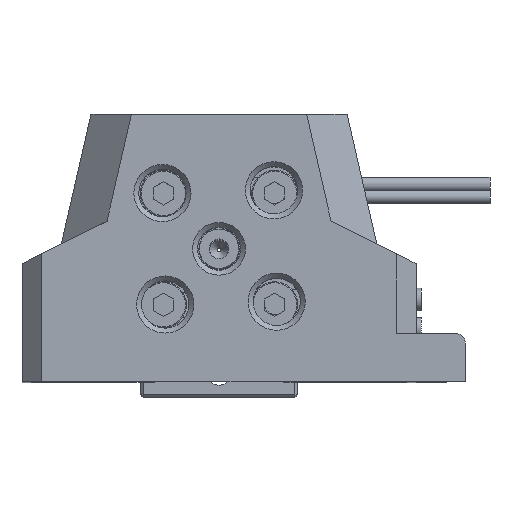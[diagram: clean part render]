
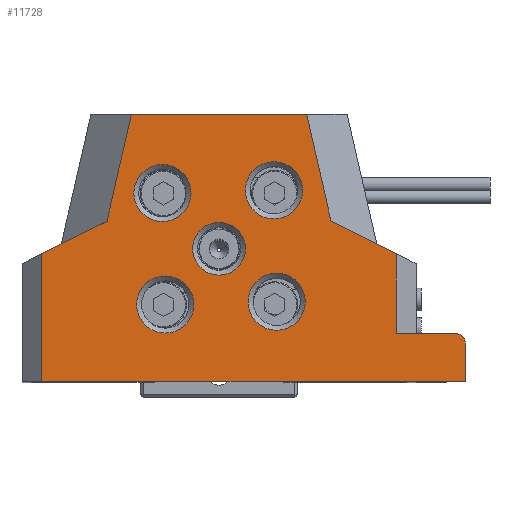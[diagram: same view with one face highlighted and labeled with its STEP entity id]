
A CAD part, top view. The second image highlights one B-rep face of the part: STEP entity #11728.
In plain terms, the highlighted face is planar.
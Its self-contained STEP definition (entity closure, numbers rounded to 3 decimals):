
#812=FACE_BOUND('',#2525,.T.);
#813=FACE_BOUND('',#2526,.T.);
#814=FACE_BOUND('',#2527,.T.);
#815=FACE_BOUND('',#2528,.T.);
#816=FACE_BOUND('',#2529,.T.);
#1218=CIRCLE('',#12714,1.);
#1219=CIRCLE('',#12715,2.675);
#1220=CIRCLE('',#12716,2.9);
#1221=CIRCLE('',#12717,2.9);
#1222=CIRCLE('',#12718,2.9);
#1223=CIRCLE('',#12719,2.9);
#1813=FACE_OUTER_BOUND('',#2524,.T.);
#2524=EDGE_LOOP('',(#8378,#8379,#8380,#8381,#8382,#8383,#8384,#8385,#8386,
#8387,#8388));
#2525=EDGE_LOOP('',(#8389));
#2526=EDGE_LOOP('',(#8390));
#2527=EDGE_LOOP('',(#8391));
#2528=EDGE_LOOP('',(#8392));
#2529=EDGE_LOOP('',(#8393));
#3309=LINE('',#18962,#4092);
#3327=LINE('',#19010,#4110);
#3335=LINE('',#19034,#4118);
#3358=LINE('',#19361,#4141);
#3365=LINE('',#19375,#4148);
#3374=LINE('',#19396,#4157);
#3385=LINE('',#19737,#4168);
#3386=LINE('',#19738,#4169);
#3387=LINE('',#19740,#4170);
#3388=LINE('',#19741,#4171);
#4092=VECTOR('',#14241,1000.);
#4110=VECTOR('',#14285,1000.);
#4118=VECTOR('',#14303,1000.);
#4141=VECTOR('',#14388,1000.);
#4148=VECTOR('',#14397,1000.);
#4157=VECTOR('',#14416,1000.);
#4168=VECTOR('',#14445,1000.);
#4169=VECTOR('',#14446,1000.);
#4170=VECTOR('',#14449,1000.);
#4171=VECTOR('',#14450,1000.);
#4929=VERTEX_POINT('',#18959);
#4930=VERTEX_POINT('',#18961);
#4946=VERTEX_POINT('',#19007);
#4947=VERTEX_POINT('',#19009);
#4957=VERTEX_POINT('',#19031);
#4958=VERTEX_POINT('',#19033);
#4978=VERTEX_POINT('',#19352);
#4982=VERTEX_POINT('',#19359);
#4988=VERTEX_POINT('',#19373);
#4994=VERTEX_POINT('',#19393);
#4995=VERTEX_POINT('',#19395);
#5000=VERTEX_POINT('',#19742);
#5001=VERTEX_POINT('',#19744);
#5002=VERTEX_POINT('',#19746);
#5003=VERTEX_POINT('',#19748);
#5004=VERTEX_POINT('',#19750);
#6181=EDGE_CURVE('',#4930,#4929,#3309,.T.);
#6205=EDGE_CURVE('',#4946,#4947,#3327,.T.);
#6217=EDGE_CURVE('',#4957,#4958,#3335,.T.);
#6263=EDGE_CURVE('',#4978,#4982,#3358,.T.);
#6270=EDGE_CURVE('',#4988,#4929,#3365,.T.);
#6281=EDGE_CURVE('',#4994,#4995,#3374,.T.);
#6297=EDGE_CURVE('',#4994,#4947,#3385,.T.);
#6298=EDGE_CURVE('',#4946,#4930,#3386,.T.);
#6299=EDGE_CURVE('',#4988,#4978,#1218,.F.);
#6300=EDGE_CURVE('',#4982,#4958,#3387,.T.);
#6301=EDGE_CURVE('',#4957,#4995,#3388,.T.);
#6302=EDGE_CURVE('',#5000,#5000,#1219,.T.);
#6303=EDGE_CURVE('',#5001,#5001,#1220,.T.);
#6304=EDGE_CURVE('',#5002,#5002,#1221,.T.);
#6305=EDGE_CURVE('',#5003,#5003,#1222,.T.);
#6306=EDGE_CURVE('',#5004,#5004,#1223,.T.);
#8378=ORIENTED_EDGE('',*,*,#6281,.F.);
#8379=ORIENTED_EDGE('',*,*,#6297,.T.);
#8380=ORIENTED_EDGE('',*,*,#6205,.F.);
#8381=ORIENTED_EDGE('',*,*,#6298,.T.);
#8382=ORIENTED_EDGE('',*,*,#6181,.T.);
#8383=ORIENTED_EDGE('',*,*,#6270,.F.);
#8384=ORIENTED_EDGE('',*,*,#6299,.T.);
#8385=ORIENTED_EDGE('',*,*,#6263,.T.);
#8386=ORIENTED_EDGE('',*,*,#6300,.T.);
#8387=ORIENTED_EDGE('',*,*,#6217,.F.);
#8388=ORIENTED_EDGE('',*,*,#6301,.T.);
#8389=ORIENTED_EDGE('',*,*,#6302,.T.);
#8390=ORIENTED_EDGE('',*,*,#6303,.T.);
#8391=ORIENTED_EDGE('',*,*,#6304,.T.);
#8392=ORIENTED_EDGE('',*,*,#6305,.T.);
#8393=ORIENTED_EDGE('',*,*,#6306,.T.);
#11379=PLANE('',#12713);
#11728=ADVANCED_FACE('',(#1813,#812,#813,#814,#815,#816),#11379,.F.);
#12713=AXIS2_PLACEMENT_3D('',#19736,#14443,#14444);
#12714=AXIS2_PLACEMENT_3D('',#19739,#14447,#14448);
#12715=AXIS2_PLACEMENT_3D('',#19743,#14451,#14452);
#12716=AXIS2_PLACEMENT_3D('',#19745,#14453,#14454);
#12717=AXIS2_PLACEMENT_3D('',#19747,#14455,#14456);
#12718=AXIS2_PLACEMENT_3D('',#19749,#14457,#14458);
#12719=AXIS2_PLACEMENT_3D('',#19751,#14459,#14460);
#14241=DIRECTION('',(-1.,0.,0.));
#14285=DIRECTION('',(-0.894,0.447,0.));
#14303=DIRECTION('',(-0.894,-0.447,0.));
#14388=DIRECTION('',(1.,0.,0.));
#14397=DIRECTION('',(0.,-1.,0.));
#14416=DIRECTION('',(-1.,0.,0.));
#14443=DIRECTION('center_axis',(0.,0.,
1.));
#14444=DIRECTION('ref_axis',(-1.,0.,0.));
#14445=DIRECTION('',(0.222,-0.975,0.));
#14446=DIRECTION('',(0.,-1.,0.));
#14447=DIRECTION('center_axis',(0.,0.,
1.));
#14448=DIRECTION('ref_axis',(1.,0.,0.));
#14449=DIRECTION('',(0.,1.,0.));
#14450=DIRECTION('',(0.222,0.975,0.));
#14451=DIRECTION('center_axis',(0.,0.,
1.));
#14452=DIRECTION('ref_axis',(1.,0.,0.));
#14453=DIRECTION('center_axis',(0.,0.,
1.));
#14454=DIRECTION('ref_axis',(0.94,0.342,0.));
#14455=DIRECTION('center_axis',(0.,0.,
1.));
#14456=DIRECTION('ref_axis',(0.94,0.342,0.));
#14457=DIRECTION('center_axis',(0.,0.,
1.));
#14458=DIRECTION('ref_axis',(0.94,0.342,0.));
#14459=DIRECTION('center_axis',(0.,0.,
1.));
#14460=DIRECTION('ref_axis',(0.94,0.342,0.));
#18959=CARTESIAN_POINT('',(32.,-43.65,27.));
#18961=CARTESIAN_POINT('',(75.,-43.65,27.));
#18962=CARTESIAN_POINT('',(67.4,-43.65,27.));
#19007=CARTESIAN_POINT('',(75.,-30.65,27.));
#19009=CARTESIAN_POINT('',(68.369,-27.334,27.));
#19010=CARTESIAN_POINT('',(73.112,-29.706,27.));
#19031=CARTESIAN_POINT('',(45.631,-27.334,27.));
#19033=CARTESIAN_POINT('',(39.,-30.65,27.));
#19034=CARTESIAN_POINT('',(40.888,-29.706,27.));
#19352=CARTESIAN_POINT('',(33.,-38.75,27.));
#19359=CARTESIAN_POINT('',(39.,-38.75,27.));
#19361=CARTESIAN_POINT('',(32.,-38.75,27.));
#19373=CARTESIAN_POINT('',(32.,-39.75,27.));
#19375=CARTESIAN_POINT('',(32.,-37.65,27.));
#19393=CARTESIAN_POINT('',(65.897,-16.5,27.));
#19395=CARTESIAN_POINT('',(48.103,-16.5,27.));
#19396=CARTESIAN_POINT('',(57.,-16.5,27.));
#19736=CARTESIAN_POINT('Origin',(56.05,-30.025,27.));
#19737=CARTESIAN_POINT('',(68.343,-27.221,27.));
#19738=CARTESIAN_POINT('',(75.,-30.025,27.));
#19739=CARTESIAN_POINT('Origin',(33.,-39.75,27.));
#19740=CARTESIAN_POINT('',(39.,-30.025,27.));
#19741=CARTESIAN_POINT('',(45.563,-27.633,27.));
#19742=CARTESIAN_POINT('',(59.675,-30.15,27.));
#19743=CARTESIAN_POINT('Origin',(57.,-30.15,27.));
#19744=CARTESIAN_POINT('',(65.187,-34.812,27.));
#19745=CARTESIAN_POINT('Origin',(62.462,-35.804,27.));
#19746=CARTESIAN_POINT('',(53.877,-34.528,27.));
#19747=CARTESIAN_POINT('Origin',(51.152,-35.52,27.));
#19748=CARTESIAN_POINT('',(54.162,-23.217,27.));
#19749=CARTESIAN_POINT('Origin',(51.437,-24.209,27.));
#19750=CARTESIAN_POINT('',(65.471,-23.502,27.));
#19751=CARTESIAN_POINT('Origin',(62.746,-24.494,27.));
